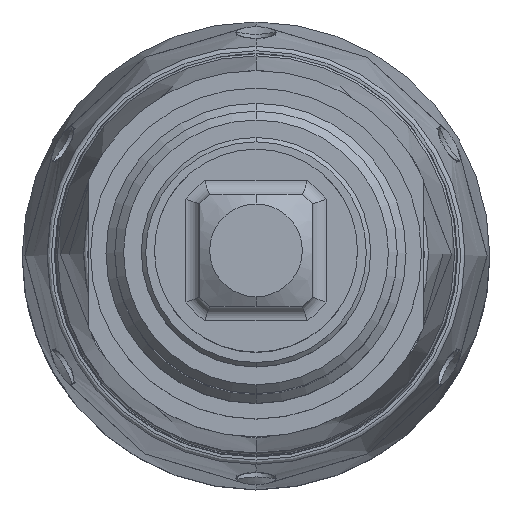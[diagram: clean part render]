
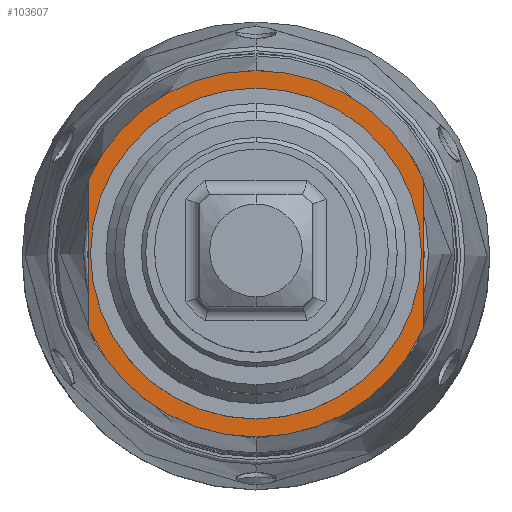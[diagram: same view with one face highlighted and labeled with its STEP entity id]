
A CAD part, top view. The second image highlights one B-rep face of the part: STEP entity #103607.
In plain terms, the highlighted planar face has unit normal (0, 0, 1).
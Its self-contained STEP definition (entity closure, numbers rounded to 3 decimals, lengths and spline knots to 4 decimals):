
#7527=CARTESIAN_POINT('',(0.,0.,10.2402));
#7528=DIRECTION('',(0.,0.,1.));
#7529=DIRECTION('',(0.916,0.402,0.));
#7530=AXIS2_PLACEMENT_3D('',#7527,#7528,#7529);
#7532=DIRECTION('',(0.,-1.,0.));
#7533=VECTOR('',#7532,0.6567);
#7534=CARTESIAN_POINT('',(0.748,0.3284,
10.2402));
#7535=LINE('',#7534,#7533);
#7536=DIRECTION('',(0.,-1.,0.));
#7537=VECTOR('',#7536,0.6567);
#7538=CARTESIAN_POINT('',(-0.748,0.3284,
10.2402));
#7539=LINE('',#7538,#7537);
#7540=CARTESIAN_POINT('',(0.,0.,10.2402));
#7541=DIRECTION('',(0.,0.,1.));
#7542=DIRECTION('',(-0.916,-0.402,0.));
#7543=AXIS2_PLACEMENT_3D('',#7540,#7541,#7542);
#7617=CARTESIAN_POINT('',(0.,0.,10.2402));
#7618=DIRECTION('',(0.,0.,-1.));
#7619=DIRECTION('',(0.,1.,0.));
#7620=AXIS2_PLACEMENT_3D('',#7617,#7618,#7619);
#7630=CARTESIAN_POINT('',(0.,0.,10.2402));
#7631=DIRECTION('',(0.,0.,1.));
#7632=DIRECTION('',(0.,1.,0.));
#7633=AXIS2_PLACEMENT_3D('',#7630,#7631,#7632);
#100177=CARTESIAN_POINT('',(0.,0.6654,10.2402));
#100179=VERTEX_POINT('',#100177);
#100195=CARTESIAN_POINT('',(0.,-0.6654,10.2402));
#100197=VERTEX_POINT('',#100195);
#100233=CARTESIAN_POINT('',(0.748,0.3284,
10.2402));
#100235=VERTEX_POINT('',#100233);
#100237=CARTESIAN_POINT('',(0.748,-0.3284,
10.2402));
#100239=VERTEX_POINT('',#100237);
#100241=CARTESIAN_POINT('',(-0.748,0.3284,
10.2402));
#100242=CARTESIAN_POINT('',(-0.748,-0.3284,
10.2402));
#100243=VERTEX_POINT('',#100241);
#100244=VERTEX_POINT('',#100242);
#103588=CARTESIAN_POINT('',(0.,0.,10.2402));
#103589=DIRECTION('',(0.,0.,-1.));
#103590=DIRECTION('',(0.,-1.,0.));
#103591=AXIS2_PLACEMENT_3D('',#103588,#103589,#103590);
#103592=PLANE('',#103591);
#103593=ORIENTED_EDGE('',*,*,#103567,.T.);
#103595=ORIENTED_EDGE('',*,*,#103594,.F.);
#103597=ORIENTED_EDGE('',*,*,#103596,.F.);
#103598=ORIENTED_EDGE('',*,*,#103577,.F.);
#103599=EDGE_LOOP('',(#103593,#103595,#103597,#103598));
#103600=FACE_OUTER_BOUND('',#103599,.F.);
#103602=ORIENTED_EDGE('',*,*,#103601,.F.);
#103604=ORIENTED_EDGE('',*,*,#103603,.T.);
#103605=EDGE_LOOP('',(#103602,#103604));
#103606=FACE_BOUND('',#103605,.F.);
#103607=ADVANCED_FACE('',(#103600,#103606),#103592,.F.);
#7531=CIRCLE('',#7530,0.8169);
#7544=CIRCLE('',#7543,0.8169);
#7621=CIRCLE('',#7620,0.6654);
#7634=CIRCLE('',#7633,0.6654);
#103567=EDGE_CURVE('',#100235,#100239,#7535,.T.);
#103577=EDGE_CURVE('',#100235,#100243,#7531,.T.);
#103594=EDGE_CURVE('',#100244,#100239,#7544,.T.);
#103596=EDGE_CURVE('',#100243,#100244,#7539,.T.);
#103601=EDGE_CURVE('',#100179,#100197,#7621,.T.);
#103603=EDGE_CURVE('',#100179,#100197,#7634,.T.);
